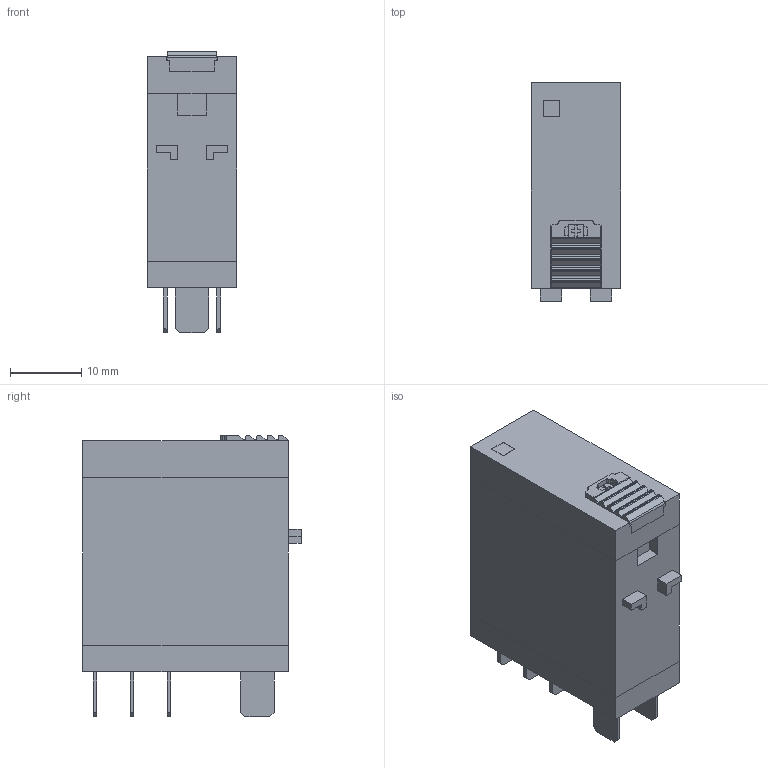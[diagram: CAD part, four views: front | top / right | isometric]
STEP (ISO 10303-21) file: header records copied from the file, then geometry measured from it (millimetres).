
FILE_DESCRIPTION(('CATIA V5 STEP Exchange','CAx-IF Rec.Pracs.--- Model Styling and Organization---1.4--- 2014-01-23'),'2;1');
FILE_NAME ('8690524_4', '2021-04-14T11:11:21+00:00', ('none'), ('Weidmueller'), 'CATIA Version 5-6 Release 2016 SP3 HF44', 'CATIA V5 STEP AP214', 'none');
FILE_SCHEMA(('AUTOMOTIVE_DESIGN { 1 0 10303 214 1 1 1 1 }'));
Length unit declared in the file: millimetre
Products named in the file (1): S3D_DRI_314_XXX_LTD_BL
Bounding box: 12.6 x 30.6 x 39.45 mm (x, y, z)
Volume: 11855.3 mm3; surface area: 5662.4 mm2
Topology: 10 solids, 10 shells, 200 faces, 536 edges, 358 vertices
Faces by surface type: plane 160, cylinder 40
Entity records: 6174 total; most frequent: ORIENTED_EDGE 1072, CARTESIAN_POINT 1067, DIRECTION 857, EDGE_CURVE 536, VECTOR 449, LINE 449, VERTEX_POINT 358, AXIS2_PLACEMENT_3D 246
